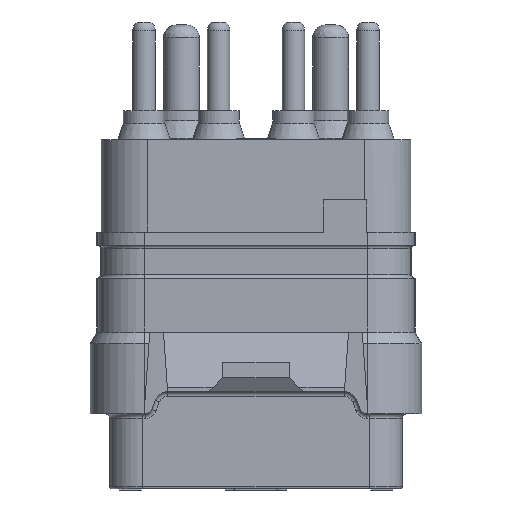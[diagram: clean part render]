
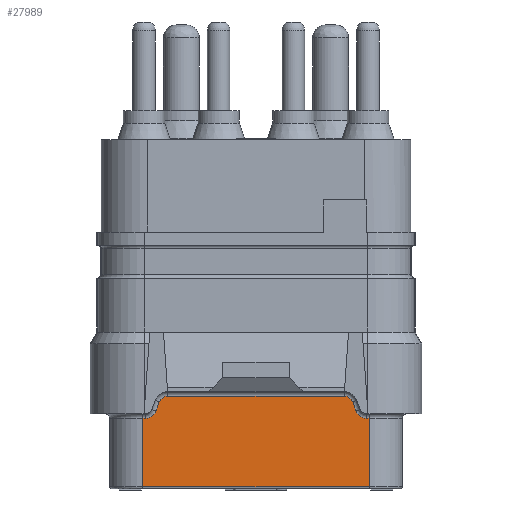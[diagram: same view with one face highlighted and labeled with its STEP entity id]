
A CAD part, front view. The second image highlights one B-rep face of the part: STEP entity #27989.
In plain terms, the highlighted planar face has unit normal (0, -1, 0).
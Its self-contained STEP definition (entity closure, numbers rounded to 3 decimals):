
#2193=DIRECTION('',(1.,0.,0.));
#2194=VECTOR('',#2193,0.125);
#2195=CARTESIAN_POINT('',(-5.125,-5.725,-8.43));
#2196=LINE('',#2195,#2194);
#2197=CARTESIAN_POINT('',(-5.,-5.725,-7.93));
#2198=DIRECTION('',(0.,-1.,0.));
#2199=DIRECTION('',(0.,0.,-1.));
#2200=AXIS2_PLACEMENT_3D('',#2197,#2198,#2199);
#2202=DIRECTION('',(0.354,0.,0.935));
#2203=VECTOR('',#2202,0.447);
#2204=CARTESIAN_POINT('',(-4.532,-5.725,-8.107));
#2205=LINE('',#2204,#2203);
#2206=CARTESIAN_POINT('',(-4.,-5.725,-7.83));
#2207=DIRECTION('',(0.,1.,0.));
#2208=DIRECTION('',(-0.935,0.,0.354));
#2209=AXIS2_PLACEMENT_3D('',#2206,#2207,#2208);
#2211=DIRECTION('',(1.,0.,0.));
#2212=VECTOR('',#2211,8.);
#2213=CARTESIAN_POINT('',(-4.,-5.725,-7.43));
#2214=LINE('',#2213,#2212);
#2215=CARTESIAN_POINT('',(4.,-5.725,-7.83));
#2216=DIRECTION('',(0.,1.,0.));
#2217=DIRECTION('',(0.,0.,1.));
#2218=AXIS2_PLACEMENT_3D('',#2215,#2216,#2217);
#2220=DIRECTION('',(0.354,0.,-0.935));
#2221=VECTOR('',#2220,0.447);
#2222=CARTESIAN_POINT('',(4.374,-5.725,-7.689));
#2223=LINE('',#2222,#2221);
#2224=CARTESIAN_POINT('',(5.,-5.725,-7.93));
#2225=DIRECTION('',(0.,-1.,0.));
#2226=DIRECTION('',(-0.935,0.,-0.354));
#2227=AXIS2_PLACEMENT_3D('',#2224,#2225,#2226);
#2229=DIRECTION('',(1.,0.,0.));
#2230=VECTOR('',#2229,0.125);
#2231=CARTESIAN_POINT('',(5.,-5.725,-8.43));
#2232=LINE('',#2231,#2230);
#2233=DIRECTION('',(0.,0.,-1.));
#2234=VECTOR('',#2233,3.11);
#2235=CARTESIAN_POINT('',(5.125,-5.725,-8.43));
#2236=LINE('',#2235,#2234);
#2252=DIRECTION('',(0.,0.,-1.));
#2253=VECTOR('',#2252,3.11);
#2254=CARTESIAN_POINT('',(-5.125,-5.725,-8.43));
#2255=LINE('',#2254,#2253);
#3411=DIRECTION('',(-1.,0.,0.));
#3412=VECTOR('',#3411,10.25);
#3413=CARTESIAN_POINT('',(5.125,-5.725,-11.54));
#3414=LINE('',#3413,#3412);
#21106=CARTESIAN_POINT('',(5.125,-5.725,-11.54));
#21107=VERTEX_POINT('',#21106);
#21108=CARTESIAN_POINT('',(-5.125,-5.725,-11.54));
#21109=VERTEX_POINT('',#21108);
#22514=CARTESIAN_POINT('',(-5.125,-5.725,-8.43));
#22515=VERTEX_POINT('',#22514);
#22518=CARTESIAN_POINT('',(-5.,-5.725,-8.43));
#22519=VERTEX_POINT('',#22518);
#22522=CARTESIAN_POINT('',(-4.532,-5.725,-8.107));
#22523=VERTEX_POINT('',#22522);
#22526=CARTESIAN_POINT('',(-4.374,-5.725,-7.689));
#22527=VERTEX_POINT('',#22526);
#22530=CARTESIAN_POINT('',(-4.,-5.725,-7.43));
#22531=VERTEX_POINT('',#22530);
#22534=CARTESIAN_POINT('',(4.,-5.725,-7.43));
#22535=VERTEX_POINT('',#22534);
#22538=CARTESIAN_POINT('',(4.374,-5.725,-7.689));
#22539=VERTEX_POINT('',#22538);
#22542=CARTESIAN_POINT('',(4.532,-5.725,-8.107));
#22543=VERTEX_POINT('',#22542);
#22546=CARTESIAN_POINT('',(5.,-5.725,-8.43));
#22547=VERTEX_POINT('',#22546);
#22550=CARTESIAN_POINT('',(5.125,-5.725,-8.43));
#22551=VERTEX_POINT('',#22550);
#27959=CARTESIAN_POINT('',(5.125,-5.725,-8.23));
#27960=DIRECTION('',(0.,-1.,0.));
#27961=DIRECTION('',(-1.,0.,0.));
#27962=AXIS2_PLACEMENT_3D('',#27959,#27960,#27961);
#27963=PLANE('',#27962);
#27965=ORIENTED_EDGE('',*,*,#27964,.T.);
#27967=ORIENTED_EDGE('',*,*,#27966,.T.);
#27969=ORIENTED_EDGE('',*,*,#27968,.T.);
#27970=ORIENTED_EDGE('',*,*,#27949,.T.);
#27972=ORIENTED_EDGE('',*,*,#27971,.T.);
#27974=ORIENTED_EDGE('',*,*,#27973,.T.);
#27976=ORIENTED_EDGE('',*,*,#27975,.T.);
#27978=ORIENTED_EDGE('',*,*,#27977,.T.);
#27980=ORIENTED_EDGE('',*,*,#27979,.T.);
#27982=ORIENTED_EDGE('',*,*,#27981,.T.);
#27984=ORIENTED_EDGE('',*,*,#27983,.T.);
#27986=ORIENTED_EDGE('',*,*,#27985,.F.);
#27987=EDGE_LOOP('',(#27965,#27967,#27969,#27970,#27972,#27974,#27976,#27978,
#27980,#27982,#27984,#27986));
#27988=FACE_OUTER_BOUND('',#27987,.F.);
#27989=ADVANCED_FACE('',(#27988),#27963,.T.);
#2201=CIRCLE('',#2200,0.5);
#2210=CIRCLE('',#2209,0.4);
#2219=CIRCLE('',#2218,0.4);
#2228=CIRCLE('',#2227,0.5);
#27949=EDGE_CURVE('',#22527,#22531,#2210,.T.);
#27964=EDGE_CURVE('',#22515,#22519,#2196,.T.);
#27966=EDGE_CURVE('',#22519,#22523,#2201,.T.);
#27968=EDGE_CURVE('',#22523,#22527,#2205,.T.);
#27971=EDGE_CURVE('',#22531,#22535,#2214,.T.);
#27973=EDGE_CURVE('',#22535,#22539,#2219,.T.);
#27975=EDGE_CURVE('',#22539,#22543,#2223,.T.);
#27977=EDGE_CURVE('',#22543,#22547,#2228,.T.);
#27979=EDGE_CURVE('',#22547,#22551,#2232,.T.);
#27981=EDGE_CURVE('',#22551,#21107,#2236,.T.);
#27983=EDGE_CURVE('',#21107,#21109,#3414,.T.);
#27985=EDGE_CURVE('',#22515,#21109,#2255,.T.);
